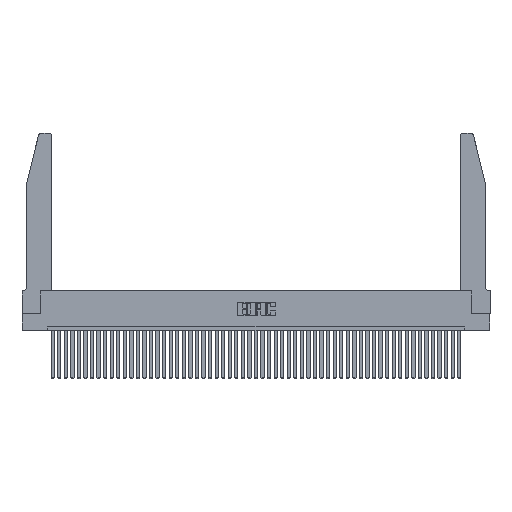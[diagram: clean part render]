
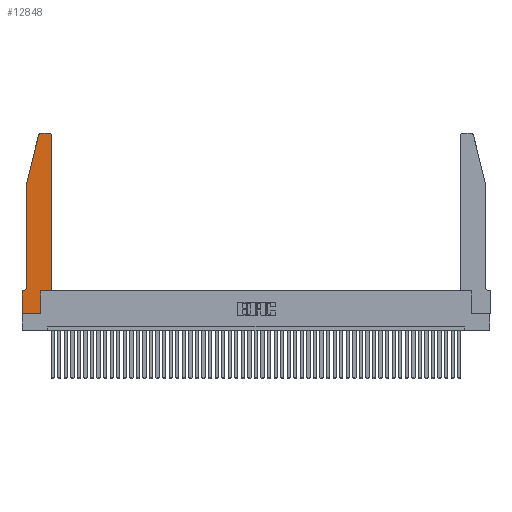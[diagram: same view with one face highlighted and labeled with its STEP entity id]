
A CAD part, top view. The second image highlights one B-rep face of the part: STEP entity #12848.
In plain terms, the highlighted planar face has unit normal (0, 0, 1).
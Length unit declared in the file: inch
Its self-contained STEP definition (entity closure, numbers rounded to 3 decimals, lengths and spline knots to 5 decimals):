
#755 = ORIENTED_EDGE ( 'NONE', *, *, #4613, .T. ) ;
#2461 = VERTEX_POINT ( 'NONE', #40378 ) ;
#3228 = CARTESIAN_POINT ( 'NONE',  ( 0.0755, 0.35, 0.37 ) ) ;
#3611 = ORIENTED_EDGE ( 'NONE', *, *, #19184, .T. ) ;
#4248 = CIRCLE ( 'NONE', #12830, 0.03 ) ;
#4406 = LINE ( 'NONE', #12099, #32276 ) ;
#4613 = EDGE_CURVE ( 'NONE', #13759, #45052, #22498, .T. ) ;
#4910 = CARTESIAN_POINT ( 'NONE',  ( 0.4205, 2.75, 0.37 ) ) ;
#6151 = EDGE_CURVE ( 'NONE', #7655, #38203, #7463, .T. ) ;
#7054 = VECTOR ( 'NONE', #29514, 39.37008 ) ;
#7152 = CARTESIAN_POINT ( 'NONE',  ( 0.4205, 2.72, 0.37 ) ) ;
#7333 = CARTESIAN_POINT ( 'NONE',  ( 0.284, 2.75, 0.37 ) ) ;
#7463 = LINE ( 'NONE', #15186, #45478 ) ;
#7597 = LINE ( 'NONE', #33431, #33067 ) ;
#7655 = VERTEX_POINT ( 'NONE', #21641 ) ;
#8247 = DIRECTION ( 'NONE',  ( 1., 0., 0. ) ) ;
#8679 = CARTESIAN_POINT ( 'NONE',  ( 0.0755, 0.42, 0.37 ) ) ;
#8737 = VERTEX_POINT ( 'NONE', #35735 ) ;
#10662 = VERTEX_POINT ( 'NONE', #34438 ) ;
#10796 = CARTESIAN_POINT ( 'NONE',  ( 0.0755, 2., 0.37 ) ) ;
#10876 = VECTOR ( 'NONE', #38802, 39.37008 ) ;
#11005 = ORIENTED_EDGE ( 'NONE', *, *, #12473, .T. ) ;
#11062 = DIRECTION ( 'NONE',  ( 0., -1., 0. ) ) ;
#11803 = DIRECTION ( 'NONE',  ( 1., 0., 0. ) ) ;
#12050 = VECTOR ( 'NONE', #33553, 39.37008 ) ;
#12099 = CARTESIAN_POINT ( 'NONE',  ( 0.2865, 0.35, 0.37 ) ) ;
#12436 = EDGE_CURVE ( 'NONE', #31732, #10662, #33974, .T. ) ;
#12473 = EDGE_CURVE ( 'NONE', #12750, #18372, #4248, .T. ) ;
#12750 = VERTEX_POINT ( 'NONE', #18193 ) ;
#12830 = AXIS2_PLACEMENT_3D ( 'NONE', #7152, #46098, #8247 ) ;
#12848 = ADVANCED_FACE ( 'NONE', ( #20223 ), #17865, .T. ) ;
#13759 = VERTEX_POINT ( 'NONE', #7333 ) ;
#14096 = DIRECTION ( 'NONE',  ( 0., 0., 1. ) ) ;
#14543 = CARTESIAN_POINT ( 'NONE',  ( 0., 0.35, 0.37 ) ) ;
#14553 = ORIENTED_EDGE ( 'NONE', *, *, #6151, .T. ) ;
#14617 = CARTESIAN_POINT ( 'NONE',  ( 0.4505, 0.35, 0.37 ) ) ;
#14781 = LINE ( 'NONE', #33383, #43847 ) ;
#15149 = CARTESIAN_POINT ( 'NONE',  ( 0.4505, 0.35, 0.37 ) ) ;
#15186 = CARTESIAN_POINT ( 'NONE',  ( 0.4505, 0.35, 0.37 ) ) ;
#15494 = ORIENTED_EDGE ( 'NONE', *, *, #39328, .T. ) ;
#16778 = AXIS2_PLACEMENT_3D ( 'NONE', #32636, #14096, #36458 ) ;
#17694 = AXIS2_PLACEMENT_3D ( 'NONE', #14543, #25999, #26161 ) ;
#17865 = PLANE ( 'NONE',  #17694 ) ;
#18193 = CARTESIAN_POINT ( 'NONE',  ( 0.4505, 2.72, 0.37 ) ) ;
#18372 = VERTEX_POINT ( 'NONE', #4910 ) ;
#19184 = EDGE_CURVE ( 'NONE', #45158, #7655, #4406, .T. ) ;
#19206 = LINE ( 'NONE', #15149, #44758 ) ;
#20223 = FACE_OUTER_BOUND ( 'NONE', #29667, .T. ) ;
#21641 = CARTESIAN_POINT ( 'NONE',  ( 0.2865, 0.35, 0.37 ) ) ;
#22498 = CIRCLE ( 'NONE', #16778, 0.03 ) ;
#23420 = CARTESIAN_POINT ( 'NONE',  ( 0., 0., 0.37 ) ) ;
#23587 = DIRECTION ( 'NONE',  ( 1., 0., 0. ) ) ;
#24112 = CARTESIAN_POINT ( 'NONE',  ( 0.2865, 0., 0.37 ) ) ;
#25285 = DIRECTION ( 'NONE',  ( 0., 0., -1. ) ) ;
#25999 = DIRECTION ( 'NONE',  ( 0., 0., 1. ) ) ;
#26161 = DIRECTION ( 'NONE',  ( 1., 0., 0. ) ) ;
#26566 = EDGE_CURVE ( 'NONE', #2461, #8737, #35428, .T. ) ;
#26717 = EDGE_CURVE ( 'NONE', #8737, #45158, #37257, .T. ) ;
#28241 = VERTEX_POINT ( 'NONE', #10796 ) ;
#29514 = DIRECTION ( 'NONE',  ( 0., -1., 0. ) ) ;
#29667 = EDGE_LOOP ( 'NONE', ( #35519, #755, #35099, #48049, #48351, #15494, #39276, #38323, #3611, #14553, #33133, #11005 ) ) ;
#31732 = VERTEX_POINT ( 'NONE', #8679 ) ;
#32030 = EDGE_CURVE ( 'NONE', #18372, #13759, #14781, .T. ) ;
#32276 = VECTOR ( 'NONE', #38639, 39.37008 ) ;
#32636 = CARTESIAN_POINT ( 'NONE',  ( 0.284, 2.72, 0.37 ) ) ;
#32824 = CARTESIAN_POINT ( 'NONE',  ( 0., 0., 0.37 ) ) ;
#33067 = VECTOR ( 'NONE', #11062, 39.37008 ) ;
#33133 = ORIENTED_EDGE ( 'NONE', *, *, #39520, .T. ) ;
#33383 = CARTESIAN_POINT ( 'NONE',  ( 0.2605, 2.75, 0.37 ) ) ;
#33392 = EDGE_CURVE ( 'NONE', #28241, #31732, #7597, .T. ) ;
#33431 = CARTESIAN_POINT ( 'NONE',  ( 0.0755, 2., 0.37 ) ) ;
#33553 = DIRECTION ( 'NONE',  ( -1., 0., 0. ) ) ;
#33887 = DIRECTION ( 'NONE',  ( 0., 1., 0. ) ) ;
#33974 = CIRCLE ( 'NONE', #37379, 0.07 ) ;
#34030 = LINE ( 'NONE', #3228, #12050 ) ;
#34438 = CARTESIAN_POINT ( 'NONE',  ( 0.0055, 0.35, 0.37 ) ) ;
#35099 = ORIENTED_EDGE ( 'NONE', *, *, #39675, .T. ) ;
#35428 = LINE ( 'NONE', #32824, #7054 ) ;
#35519 = ORIENTED_EDGE ( 'NONE', *, *, #32030, .T. ) ;
#35735 = CARTESIAN_POINT ( 'NONE',  ( 0., 0., 0.37 ) ) ;
#36458 = DIRECTION ( 'NONE',  ( 1., 0., 0. ) ) ;
#37213 = DIRECTION ( 'NONE',  ( -1., 0., 0. ) ) ;
#37257 = LINE ( 'NONE', #23420, #39636 ) ;
#37379 = AXIS2_PLACEMENT_3D ( 'NONE', #43670, #25285, #39657 ) ;
#38203 = VERTEX_POINT ( 'NONE', #14617 ) ;
#38323 = ORIENTED_EDGE ( 'NONE', *, *, #26717, .T. ) ;
#38639 = DIRECTION ( 'NONE',  ( 0., 1., 0. ) ) ;
#38802 = DIRECTION ( 'NONE',  ( -0.239, -0.971, 0. ) ) ;
#39276 = ORIENTED_EDGE ( 'NONE', *, *, #26566, .T. ) ;
#39328 = EDGE_CURVE ( 'NONE', #10662, #2461, #34030, .T. ) ;
#39520 = EDGE_CURVE ( 'NONE', #38203, #12750, #19206, .T. ) ;
#39636 = VECTOR ( 'NONE', #23587, 39.37008 ) ;
#39657 = DIRECTION ( 'NONE',  ( -1., 0., 0. ) ) ;
#39675 = EDGE_CURVE ( 'NONE', #45052, #28241, #42274, .T. ) ;
#39858 = CARTESIAN_POINT ( 'NONE',  ( 0.25487, 2.72718, 0.37 ) ) ;
#40378 = CARTESIAN_POINT ( 'NONE',  ( 0., 0.35, 0.37 ) ) ;
#42274 = LINE ( 'NONE', #46624, #10876 ) ;
#43670 = CARTESIAN_POINT ( 'NONE',  ( 0.0055, 0.42, 0.37 ) ) ;
#43847 = VECTOR ( 'NONE', #37213, 39.37008 ) ;
#44758 = VECTOR ( 'NONE', #33887, 39.37008 ) ;
#45052 = VERTEX_POINT ( 'NONE', #39858 ) ;
#45158 = VERTEX_POINT ( 'NONE', #24112 ) ;
#45478 = VECTOR ( 'NONE', #11803, 39.37008 ) ;
#46098 = DIRECTION ( 'NONE',  ( 0., 0., 1. ) ) ;
#46624 = CARTESIAN_POINT ( 'NONE',  ( 0.0755, 2., 0.37 ) ) ;
#48049 = ORIENTED_EDGE ( 'NONE', *, *, #33392, .T. ) ;
#48351 = ORIENTED_EDGE ( 'NONE', *, *, #12436, .T. ) ;
